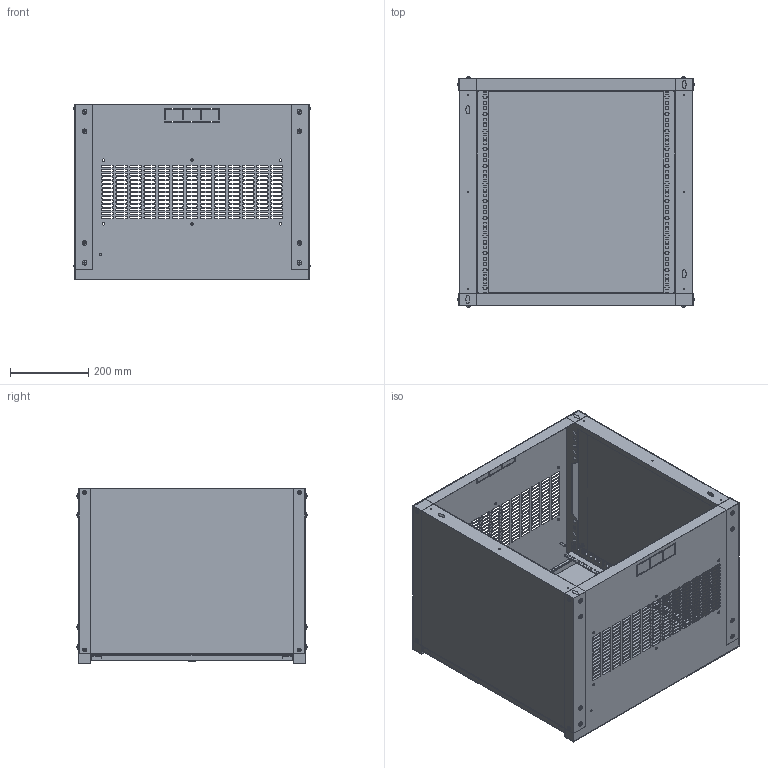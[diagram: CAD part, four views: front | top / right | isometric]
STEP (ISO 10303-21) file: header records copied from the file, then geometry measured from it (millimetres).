
FILE_DESCRIPTION (( 'STEP AP214' ), '1' );
FILE_NAME ('ITK_LINEA_WE_600x450_12U_Me.STEP', '2018-11-28T07:07:13', ( '' ), ( '' ), 'SwSTEP 2.0', 'SolidWorks 2014', '' );
FILE_SCHEMA (( 'AUTOMOTIVE_DESIGN' ));
Length unit declared in the file: millimetre
Products named in the file (9): ITK_LINEA_WE_600x450_12U_Me; Vint_rezb_Œ4å6; Bokovina_600õ450_12U; Ugolok_12U; Gayka; Vint_01; Dver_me_12U; Bokovina_12U; Osnovanie_600x450
Assembly tree (38 placements, depth 3):
  ITK_LINEA_WE_600x450_12U_Me
    Osnovanie_600x450  x2
    Bokovina_600õ450_12U  x2
      Bokovina_12U
      Gayka
    Vint_01  x20
    Dver_me_12U
    Ugolok_12U  x2
    Vint_rezb_Œ4å6  x8
Bounding box: 604.72 x 588.86 x 450 mm (x, y, z)
Volume: 1806254.7 mm3; surface area: 3576232.4 mm2
Topology: 39 solids, 39 shells, 4521 faces, 12842 edges, 8430 vertices
Faces by surface type: plane 2901, cylinder 1444, bspline 96, sphere 56, torus 16, cone 8
Entity records: 61770 total; most frequent: CARTESIAN_POINT 11042, ORIENTED_EDGE 10456, DIRECTION 10192, EDGE_CURVE 5228, LINE 3856, VECTOR 3856, VERTEX_POINT 3458, AXIS2_PLACEMENT_3D 3168
